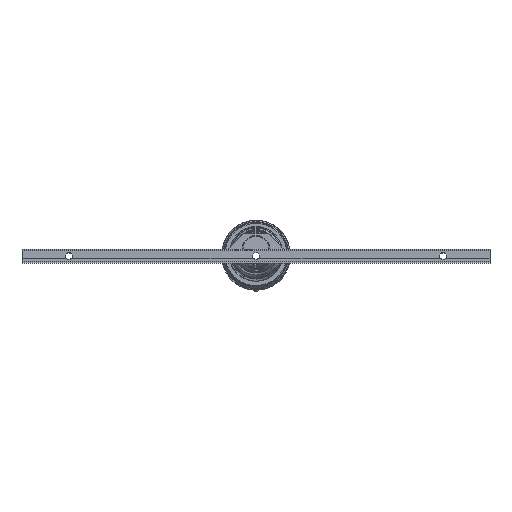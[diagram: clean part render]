
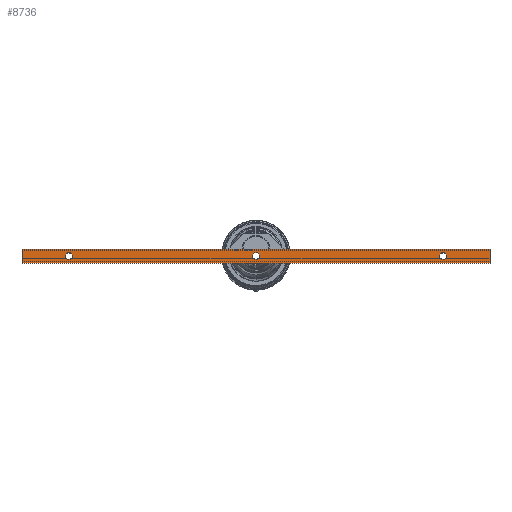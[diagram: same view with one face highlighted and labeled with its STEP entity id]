
A CAD part, top view. The second image highlights one B-rep face of the part: STEP entity #8736.
In plain terms, the highlighted face is planar.
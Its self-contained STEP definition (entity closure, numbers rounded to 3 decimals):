
#72 = DIRECTION ( 'NONE',  ( -1., 0., 0. ) ) ;
#107 = VERTEX_POINT ( 'NONE', #1496 ) ;
#169 = ORIENTED_EDGE ( 'NONE', *, *, #4205, .F. ) ;
#311 = FACE_BOUND ( 'NONE', #7191, .T. ) ;
#357 = CARTESIAN_POINT ( 'NONE',  ( 11.5, 80., -600. ) ) ;
#374 = VERTEX_POINT ( 'NONE', #1015 ) ;
#467 = DIRECTION ( 'NONE',  ( 0., 1., 0. ) ) ;
#517 = CARTESIAN_POINT ( 'NONE',  ( 22.5, 80., 0. ) ) ;
#557 = CARTESIAN_POINT ( 'NONE',  ( 45., 80., 750. ) ) ;
#700 = DIRECTION ( 'NONE',  ( -1., 0., 0. ) ) ;
#781 = DIRECTION ( 'NONE',  ( 0., -1., 0. ) ) ;
#785 = CARTESIAN_POINT ( 'NONE',  ( 45., 80., -750. ) ) ;
#810 = LINE ( 'NONE', #8725, #927 ) ;
#927 = VECTOR ( 'NONE', #700, 1000. ) ;
#968 = VECTOR ( 'NONE', #1847, 1000. ) ;
#1015 = CARTESIAN_POINT ( 'NONE',  ( 0., 80., -750. ) ) ;
#1022 = CARTESIAN_POINT ( 'NONE',  ( 0., 80., 750. ) ) ;
#1053 = CARTESIAN_POINT ( 'NONE',  ( 45., 80., 750. ) ) ;
#1185 = VERTEX_POINT ( 'NONE', #557 ) ;
#1350 = CARTESIAN_POINT ( 'NONE',  ( 45., 80., 750. ) ) ;
#1496 = CARTESIAN_POINT ( 'NONE',  ( 11.5, 80., 0. ) ) ;
#1566 = AXIS2_PLACEMENT_3D ( 'NONE', #7213, #5547, #72 ) ;
#1670 = CARTESIAN_POINT ( 'NONE',  ( 33.5, 80., -600. ) ) ;
#1709 = DIRECTION ( 'NONE',  ( 0., -1., 0. ) ) ;
#1847 = DIRECTION ( 'NONE',  ( 0., 0., -1. ) ) ;
#1930 = VECTOR ( 'NONE', #7379, 1000. ) ;
#2028 = VERTEX_POINT ( 'NONE', #6984 ) ;
#2104 = CIRCLE ( 'NONE', #9736, 11. ) ;
#2107 = DIRECTION ( 'NONE',  ( 0., 1., 0. ) ) ;
#2163 = CIRCLE ( 'NONE', #9962, 11. ) ;
#2193 = PLANE ( 'NONE',  #3747 ) ;
#2196 = VERTEX_POINT ( 'NONE', #1670 ) ;
#2294 = DIRECTION ( 'NONE',  ( 1., 0., 0. ) ) ;
#2535 = ORIENTED_EDGE ( 'NONE', *, *, #4877, .F. ) ;
#2741 = FACE_BOUND ( 'NONE', #5687, .T. ) ;
#3050 = CIRCLE ( 'NONE', #4885, 11. ) ;
#3054 = VERTEX_POINT ( 'NONE', #785 ) ;
#3284 = ORIENTED_EDGE ( 'NONE', *, *, #6564, .T. ) ;
#3416 = AXIS2_PLACEMENT_3D ( 'NONE', #5684, #781, #8802 ) ;
#3421 = EDGE_LOOP ( 'NONE', ( #3284, #6572 ) ) ;
#3638 = ORIENTED_EDGE ( 'NONE', *, *, #9053, .F. ) ;
#3656 = VERTEX_POINT ( 'NONE', #6546 ) ;
#3711 = CARTESIAN_POINT ( 'NONE',  ( 22.5, 80., -600. ) ) ;
#3747 = AXIS2_PLACEMENT_3D ( 'NONE', #9118, #9945, #4401 ) ;
#3824 = DIRECTION ( 'NONE',  ( -1., 0., 0. ) ) ;
#3851 = FACE_OUTER_BOUND ( 'NONE', #4778, .T. ) ;
#3983 = DIRECTION ( 'NONE',  ( 0., 1., 0. ) ) ;
#4017 = ORIENTED_EDGE ( 'NONE', *, *, #7340, .T. ) ;
#4063 = CIRCLE ( 'NONE', #1566, 11. ) ;
#4137 = VERTEX_POINT ( 'NONE', #10211 ) ;
#4205 = EDGE_CURVE ( 'NONE', #4137, #107, #3050, .T. ) ;
#4401 = DIRECTION ( 'NONE',  ( 1., 0., 0. ) ) ;
#4423 = CIRCLE ( 'NONE', #5734, 11. ) ;
#4540 = DIRECTION ( 'NONE',  ( -1., 0., 0. ) ) ;
#4778 = EDGE_LOOP ( 'NONE', ( #4017, #3638, #8901, #7616 ) ) ;
#4877 = EDGE_CURVE ( 'NONE', #2196, #5636, #2163, .T. ) ;
#4885 = AXIS2_PLACEMENT_3D ( 'NONE', #5639, #3983, #3824 ) ;
#5154 = LINE ( 'NONE', #1022, #1930 ) ;
#5547 = DIRECTION ( 'NONE',  ( 0., 1., 0. ) ) ;
#5636 = VERTEX_POINT ( 'NONE', #357 ) ;
#5639 = CARTESIAN_POINT ( 'NONE',  ( 22.5, 80., 0. ) ) ;
#5684 = CARTESIAN_POINT ( 'NONE',  ( 22.5, 80., 600. ) ) ;
#5687 = EDGE_LOOP ( 'NONE', ( #6820, #2535 ) ) ;
#5734 = AXIS2_PLACEMENT_3D ( 'NONE', #517, #467, #10150 ) ;
#6458 = EDGE_CURVE ( 'NONE', #107, #4137, #4423, .T. ) ;
#6546 = CARTESIAN_POINT ( 'NONE',  ( 0., 80., 750. ) ) ;
#6564 = EDGE_CURVE ( 'NONE', #7333, #2028, #7066, .T. ) ;
#6572 = ORIENTED_EDGE ( 'NONE', *, *, #7077, .T. ) ;
#6820 = ORIENTED_EDGE ( 'NONE', *, *, #9217, .F. ) ;
#6973 = EDGE_CURVE ( 'NONE', #1185, #3656, #8486, .T. ) ;
#6984 = CARTESIAN_POINT ( 'NONE',  ( 33.5, 80., 600. ) ) ;
#7055 = ORIENTED_EDGE ( 'NONE', *, *, #6458, .F. ) ;
#7066 = CIRCLE ( 'NONE', #3416, 11. ) ;
#7077 = EDGE_CURVE ( 'NONE', #2028, #7333, #2104, .T. ) ;
#7191 = EDGE_LOOP ( 'NONE', ( #7055, #169 ) ) ;
#7213 = CARTESIAN_POINT ( 'NONE',  ( 22.5, 80., -600. ) ) ;
#7333 = VERTEX_POINT ( 'NONE', #8620 ) ;
#7340 = EDGE_CURVE ( 'NONE', #3054, #374, #810, .T. ) ;
#7379 = DIRECTION ( 'NONE',  ( 0., 0., -1. ) ) ;
#7616 = ORIENTED_EDGE ( 'NONE', *, *, #9623, .T. ) ;
#8486 = LINE ( 'NONE', #1350, #8566 ) ;
#8566 = VECTOR ( 'NONE', #4540, 1000. ) ;
#8620 = CARTESIAN_POINT ( 'NONE',  ( 11.5, 80., 600. ) ) ;
#8725 = CARTESIAN_POINT ( 'NONE',  ( 45., 80., -750. ) ) ;
#8736 = ADVANCED_FACE ( 'NONE', ( #311, #2741, #3851, #9846 ), #2193, .F. ) ;
#8802 = DIRECTION ( 'NONE',  ( 1., 0., 0. ) ) ;
#8812 = LINE ( 'NONE', #1053, #968 ) ;
#8901 = ORIENTED_EDGE ( 'NONE', *, *, #6973, .F. ) ;
#9053 = EDGE_CURVE ( 'NONE', #3656, #374, #5154, .T. ) ;
#9118 = CARTESIAN_POINT ( 'NONE',  ( 45., 80., 750. ) ) ;
#9217 = EDGE_CURVE ( 'NONE', #5636, #2196, #4063, .T. ) ;
#9411 = CARTESIAN_POINT ( 'NONE',  ( 22.5, 80., 600. ) ) ;
#9623 = EDGE_CURVE ( 'NONE', #1185, #3054, #8812, .T. ) ;
#9736 = AXIS2_PLACEMENT_3D ( 'NONE', #9411, #1709, #2294 ) ;
#9846 = FACE_BOUND ( 'NONE', #3421, .T. ) ;
#9945 = DIRECTION ( 'NONE',  ( 0., -1., 0. ) ) ;
#9962 = AXIS2_PLACEMENT_3D ( 'NONE', #3711, #2107, #10093 ) ;
#10093 = DIRECTION ( 'NONE',  ( -1., 0., 0. ) ) ;
#10150 = DIRECTION ( 'NONE',  ( -1., 0., 0. ) ) ;
#10211 = CARTESIAN_POINT ( 'NONE',  ( 33.5, 80., 0. ) ) ;
